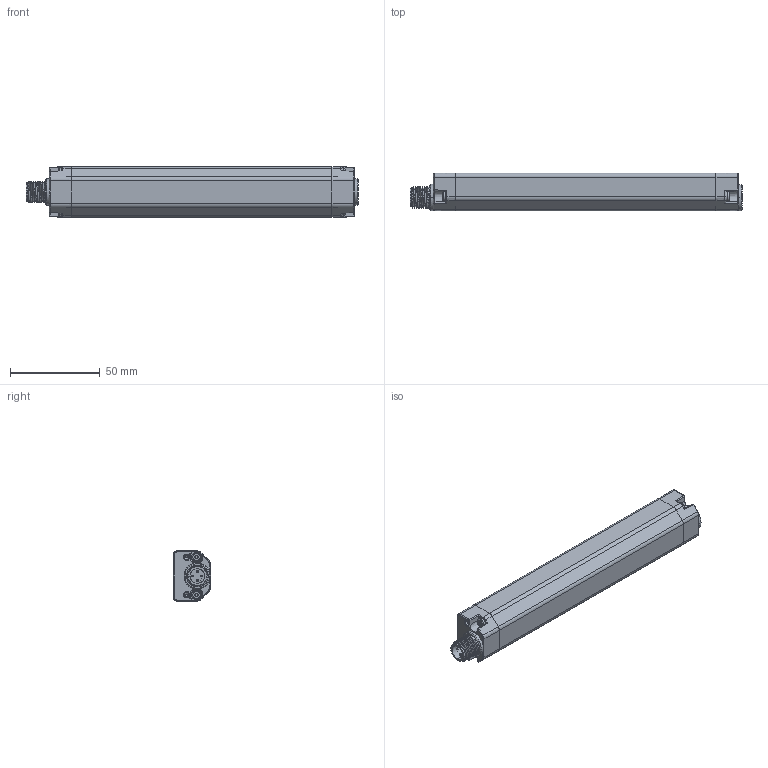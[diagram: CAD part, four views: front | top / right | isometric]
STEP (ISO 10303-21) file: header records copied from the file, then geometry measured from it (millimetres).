
FILE_DESCRIPTION((''),'2;1');
FILE_NAME('157885_ASM','2016-06-14T',('PDMAdmin'),(''),'PRO/ENGINEER BY PARAMETRIC TECHNOLOGY CORPORATION, 2016010','PRO/ENGINEER BY PARAMETRIC TECHNOLOGY CORPORATION, 2016010','');
FILE_SCHEMA(('CONFIG_CONTROL_DESIGN'));
Products named in the file (15): 154026_AF1; 139151_145MM; 156544_AF1; 08427; 154142_AF1; 154143_AF1; 153820_OLD_AF1_ASM; 156556_AF31_ASM; 114466_AF4; 114466_AF5; 156546_AF31; 114466_AF6; 114466_AF7; 156997; 157885_ASM
Assembly tree (15 placements, depth 4):
  157885_ASM
    154026_AF1
    139151_145MM  x2
    156556_AF31_ASM
      156544_AF1
      153820_OLD_AF1_ASM
        08427
        154142_AF1
        154143_AF1
    114466_AF4
    114466_AF5
    156546_AF31
    114466_AF6
    114466_AF7
    156997
Bounding box: 185 x 21.01 x 28 mm (x, y, z)
Volume: 28272.9 mm3; surface area: 38693.3 mm2
Topology: 13 solids, 18 shells, 993 faces, 2575 edges, 1631 vertices
Faces by surface type: plane 433, cylinder 290, cone 99, bspline 92, torus 61, sphere 18
Entity records: 39444 total; most frequent: CARTESIAN_POINT 15471, ORIENTED_EDGE 5090, DIRECTION 4836, EDGE_CURVE 2555, AXIS2_PLACEMENT_3D 1791, VERTEX_POINT 1623, VECTOR 1254, LINE 1254
